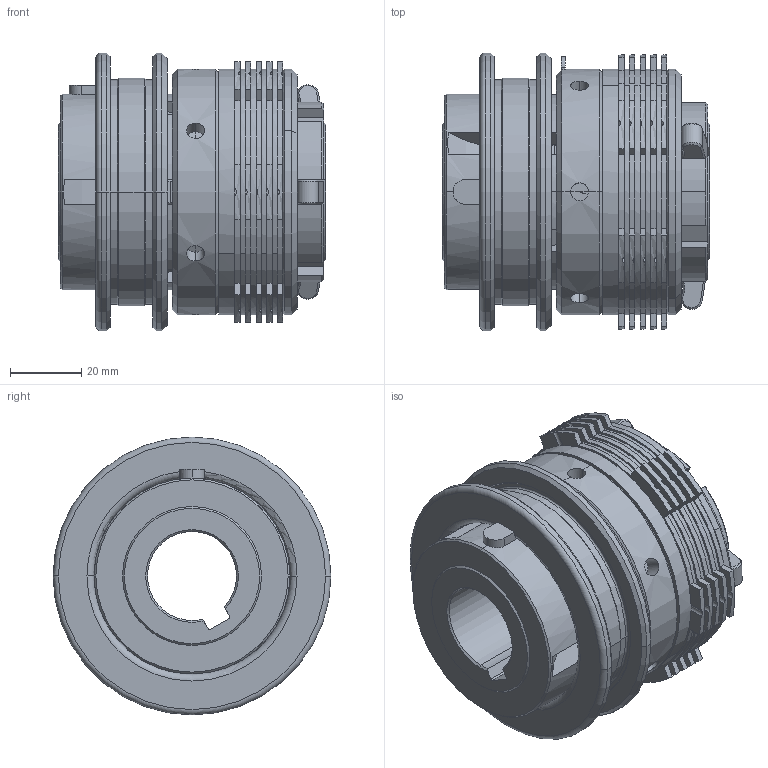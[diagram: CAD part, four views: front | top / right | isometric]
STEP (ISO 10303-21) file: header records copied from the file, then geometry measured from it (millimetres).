
FILE_DESCRIPTION (( 'STEP AP203' ), '1' );
FILE_NAME ('OS255.STEP', '2017-02-16T02:34:25', ( '新井重治' ), ( '小倉クラッチ' ), 'SwSTEP 2.0', 'SolidWorks 2009', '' );
FILE_SCHEMA (( 'CONFIG_CONTROL_DESIGN' ));
Length unit declared in the file: millimetre
Products named in the file (1): OS255
Bounding box: 75 x 78 x 78 mm (x, y, z)
Volume: 195557.6 mm3; surface area: 67982.2 mm2
Topology: 1 solids, 31 shells, 880 faces, 2558 edges, 1609 vertices
Faces by surface type: cylinder 388, plane 346, cone 132, torus 14
Entity records: 30438 total; most frequent: CARTESIAN_POINT 6393, DIRECTION 5234, ORIENTED_EDGE 5092, EDGE_CURVE 2546, AXIS2_PLACEMENT_3D 1943, VERTEX_POINT 1609, VECTOR 1348, LINE 1348
